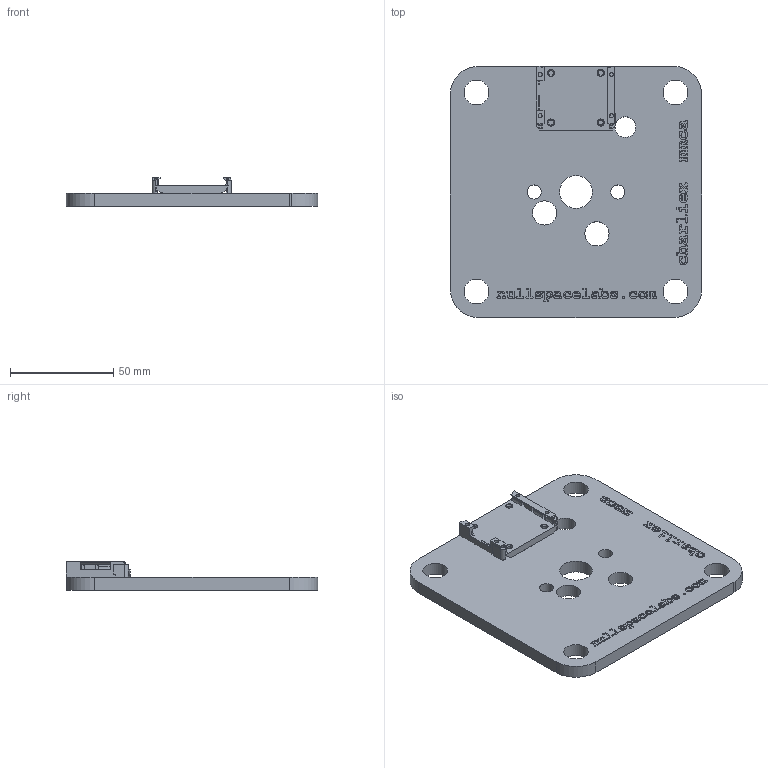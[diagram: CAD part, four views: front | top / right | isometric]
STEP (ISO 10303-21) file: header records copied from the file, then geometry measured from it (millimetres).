
FILE_DESCRIPTION(/* description */ (''),/* implementation_level */ '2;1');
FILE_NAME(/* name */ '4xOKKB v13_PCB.step',/* time_stamp */ '2023-05-23T15:58:52-07:00',/* author */ (''),/* organization */ (''),/* preprocessor_version */ 'ST-DEVELOPER v19.2',/* originating_system */ 'Autodesk Translation Framework v12.4.0.73',/* authorisation */ '');
FILE_SCHEMA (('AUTOMOTIVE_DESIGN { 1 0 10303 214 3 1 1 }'));
Products named in the file (3): 4xOKKB; 4xPCB; USB_Bottom
Assembly tree (2 placements, depth 2):
  4xOKKB
    4xPCB
    USB_Bottom
Bounding box: 121.92 x 121.92 x 13.93 mm (x, y, z)
Volume: 91885.4 mm3; surface area: 36726.7 mm2
Topology: 2 solids, 2 shells, 1330 faces, 3853 edges, 2549 vertices
Faces by surface type: bspline 727, plane 479, cylinder 112, cone 12
Full cylindrical faces by diameter (mm): 2 x6, 2.5 x8, 6.8 x2, 10 x1, 11.72 x2, 12 x4, 16 x1
Entity records: 50726 total; most frequent: CARTESIAN_POINT 20286, ORIENTED_EDGE 7710, DIRECTION 3895, EDGE_CURVE 3855, VERTEX_POINT 2551, LINE 2051, VECTOR 2051, B_SPLINE_CURVE_WITH_KNOTS 1488
